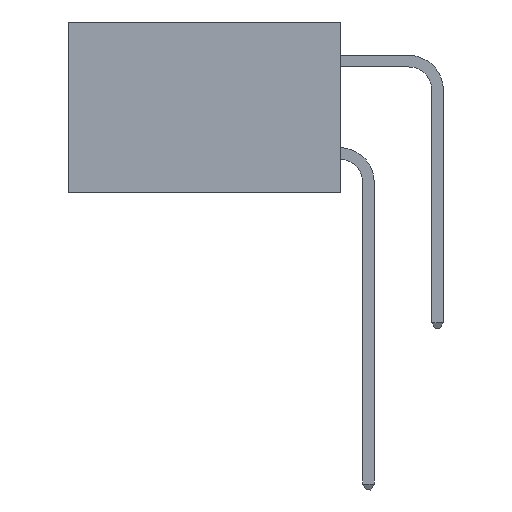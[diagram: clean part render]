
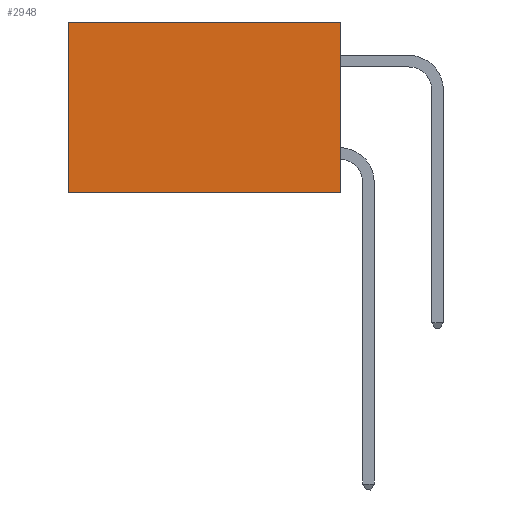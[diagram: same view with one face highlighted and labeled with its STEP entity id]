
A CAD part, left-side view. The second image highlights one B-rep face of the part: STEP entity #2948.
In plain terms, the highlighted planar face has unit normal (-1, 0, 0).
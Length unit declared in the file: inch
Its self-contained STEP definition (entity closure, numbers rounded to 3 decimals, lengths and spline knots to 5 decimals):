
#118 = VECTOR ( 'NONE', #204, 39.37008 ) ;
#204 = DIRECTION ( 'NONE',  ( 0., 1., 0. ) ) ;
#458 = CARTESIAN_POINT ( 'NONE',  ( 0.277, 0., -0.37 ) ) ;
#787 = CARTESIAN_POINT ( 'NONE',  ( 0.277, 0., -0.37 ) ) ;
#1031 = VECTOR ( 'NONE', #4501, 39.37008 ) ;
#1036 = ORIENTED_EDGE ( 'NONE', *, *, #1144, .T. ) ;
#1144 = EDGE_CURVE ( 'NONE', #10954, #6418, #11013, .T. ) ;
#2014 = CARTESIAN_POINT ( 'NONE',  ( 0.277, 0.59, 0. ) ) ;
#2721 = CARTESIAN_POINT ( 'NONE',  ( 0.277, 0.59, -0.37 ) ) ;
#2742 = EDGE_CURVE ( 'NONE', #5964, #3153, #10709, .T. ) ;
#2948 = ADVANCED_FACE ( 'NONE', ( #10562 ), #7624, .F. ) ;
#3064 = CARTESIAN_POINT ( 'NONE',  ( 0.277, 0., -0.37 ) ) ;
#3153 = VERTEX_POINT ( 'NONE', #3064 ) ;
#4221 = EDGE_CURVE ( 'NONE', #5964, #10954, #6026, .T. ) ;
#4369 = VECTOR ( 'NONE', #6908, 39.37008 ) ;
#4501 = DIRECTION ( 'NONE',  ( 0., 0., -1. ) ) ;
#4534 = ORIENTED_EDGE ( 'NONE', *, *, #4221, .T. ) ;
#4824 = ORIENTED_EDGE ( 'NONE', *, *, #2742, .F. ) ;
#5204 = ORIENTED_EDGE ( 'NONE', *, *, #8440, .F. ) ;
#5964 = VERTEX_POINT ( 'NONE', #6179 ) ;
#6021 = CARTESIAN_POINT ( 'NONE',  ( 0.277, 0., 0. ) ) ;
#6026 = LINE ( 'NONE', #6021, #7997 ) ;
#6055 = DIRECTION ( 'NONE',  ( 0., 1., 0. ) ) ;
#6179 = CARTESIAN_POINT ( 'NONE',  ( 0.277, 0., 0. ) ) ;
#6418 = VERTEX_POINT ( 'NONE', #2721 ) ;
#6900 = CARTESIAN_POINT ( 'NONE',  ( 0.277, 0.59, -0.37 ) ) ;
#6908 = DIRECTION ( 'NONE',  ( 0., 0., -1. ) ) ;
#7033 = DIRECTION ( 'NONE',  ( 0., 0., -1. ) ) ;
#7287 = DIRECTION ( 'NONE',  ( 1., 0., 0. ) ) ;
#7367 = CARTESIAN_POINT ( 'NONE',  ( 0.277, 0., -0.37 ) ) ;
#7624 = PLANE ( 'NONE',  #9656 ) ;
#7997 = VECTOR ( 'NONE', #6055, 39.37008 ) ;
#8440 = EDGE_CURVE ( 'NONE', #3153, #6418, #9623, .T. ) ;
#9623 = LINE ( 'NONE', #458, #118 ) ;
#9656 = AXIS2_PLACEMENT_3D ( 'NONE', #7367, #7287, #7033 ) ;
#10562 = FACE_OUTER_BOUND ( 'NONE', #10607, .T. ) ;
#10607 = EDGE_LOOP ( 'NONE', ( #1036, #5204, #4824, #4534 ) ) ;
#10709 = LINE ( 'NONE', #787, #1031 ) ;
#10954 = VERTEX_POINT ( 'NONE', #2014 ) ;
#11013 = LINE ( 'NONE', #6900, #4369 ) ;
